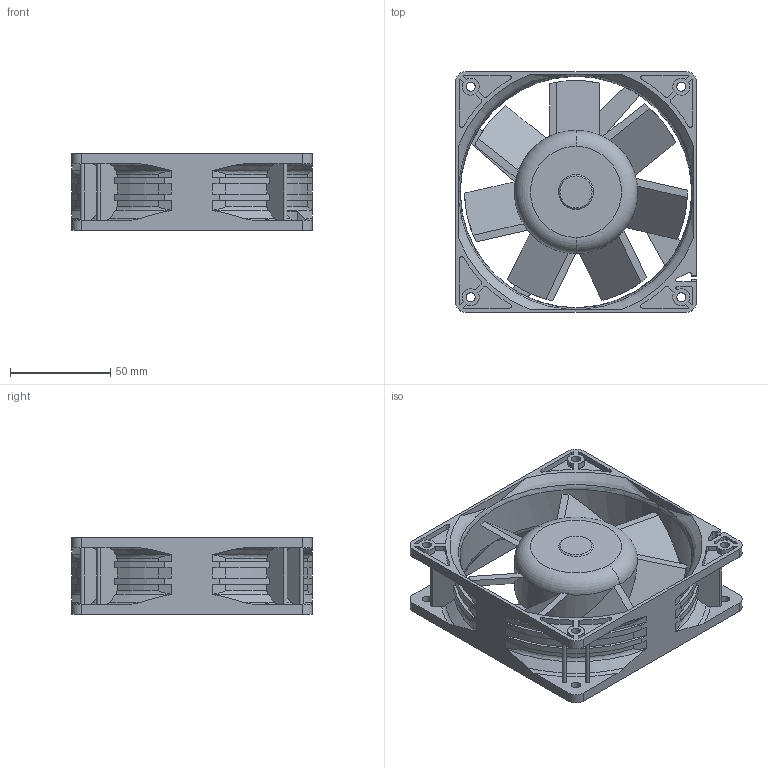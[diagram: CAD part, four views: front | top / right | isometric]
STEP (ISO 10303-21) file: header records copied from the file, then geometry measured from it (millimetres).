
FILE_DESCRIPTION((''),'2;1');
FILE_NAME('AFB1248VHE-TP18_ASM','2022-02-23T',('HOWARD.YU'),(''),'CREO PARAMETRIC BY PTC INC, 2018220','CREO PARAMETRIC BY PTC INC, 2018220','');
FILE_SCHEMA(('CONFIG_CONTROL_DESIGN'));
Length unit declared in the file: millimetre
Products named in the file (3): FRAME_2_5; IMPELLER_2_4; AFB1248VHE-TP18_ASM
Assembly tree (2 placements, depth 2):
  AFB1248VHE-TP18_ASM
    FRAME_2_5
    IMPELLER_2_4
Bounding box: 120 x 120 x 38 mm (x, y, z)
Volume: 162718.1 mm3; surface area: 83065 mm2
Topology: 2 solids, 2 shells, 647 faces, 1923 edges, 1293 vertices
Faces by surface type: plane 284, cylinder 244, torus 72, cone 26, bspline 21
Entity records: 23945 total; most frequent: CARTESIAN_POINT 6536, ORIENTED_EDGE 3844, DIRECTION 3498, EDGE_CURVE 1922, AXIS2_PLACEMENT_3D 1324, VERTEX_POINT 1293, VECTOR 850, LINE 850
